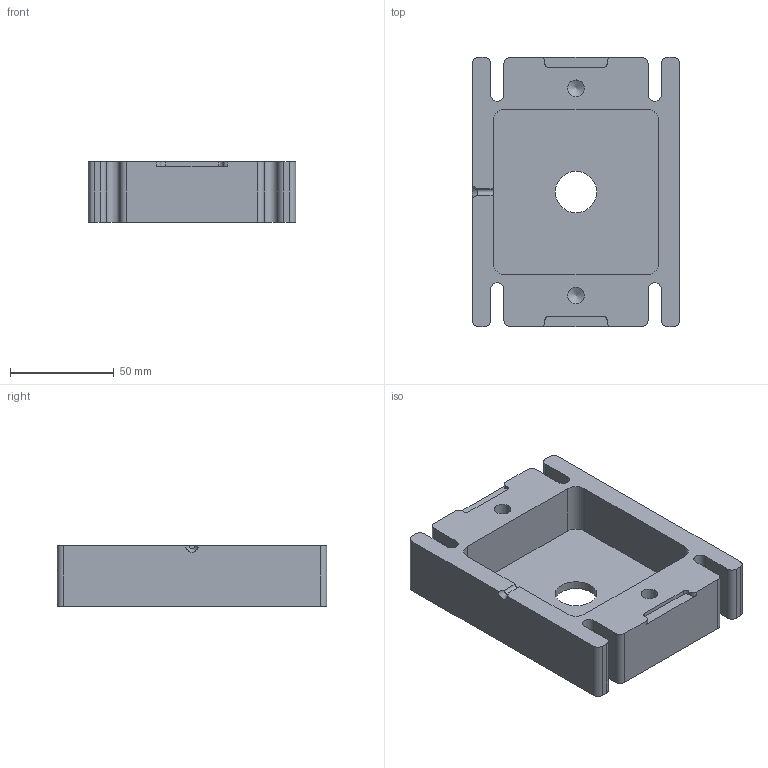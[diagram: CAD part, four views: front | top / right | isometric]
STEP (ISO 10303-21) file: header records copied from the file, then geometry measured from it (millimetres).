
FILE_DESCRIPTION(/* description */ ('Unknown'),/* implementation_level */ '2;1');
FILE_NAME(/* name */ 'Moule corps ALU',/* time_stamp */ '2025-01-03T18:19:54+01:00',/* author */ ('Unknown'),/* organization */ ('Unknown'),/* preprocessor_version */ 'ST-DEVELOPER v18.102',/* originating_system */ 'Solid Edge',/* authorisation */ 'Unknown');
FILE_SCHEMA (('AUTOMOTIVE_DESIGN {1 0 10303 214 3 1 1}'));
Length unit declared in the file: millimetre
Products named in the file (1): Moule corps ALU
Bounding box: 100 x 130 x 29 mm (x, y, z)
Volume: 198613.7 mm3; surface area: 50298.9 mm2
Topology: 1 solids, 1 shells, 66 faces, 193 edges, 129 vertices
Faces by surface type: cylinder 32, plane 31, cone 3
Full cylindrical faces by diameter (mm): 8 x2, 20 x1
Entity records: 2182 total; most frequent: DIRECTION 382, CARTESIAN_POINT 376, ORIENTED_EDGE 366, EDGE_CURVE 183, AXIS2_PLACEMENT_3D 132, VERTEX_POINT 126, LINE 118, VECTOR 118
